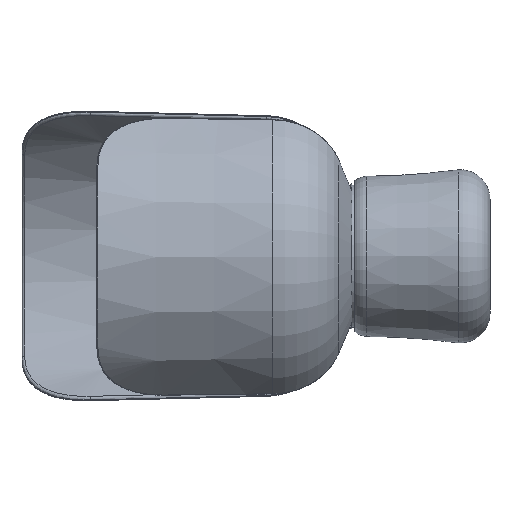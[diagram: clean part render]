
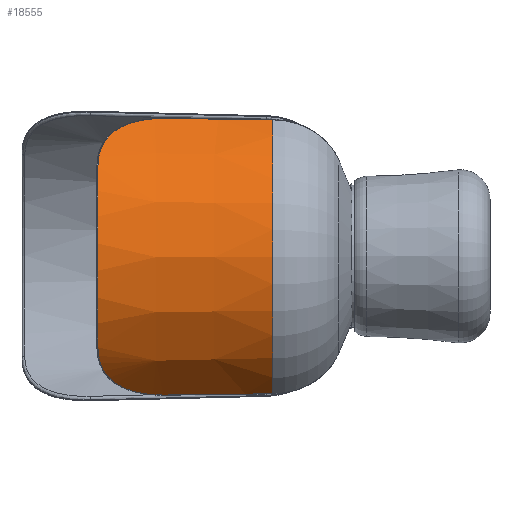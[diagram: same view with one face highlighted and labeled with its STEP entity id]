
A CAD part, left-side view. The second image highlights one B-rep face of the part: STEP entity #18555.
In plain terms, the highlighted conical face has half-angle 2 degrees and reference radius 82.897 mm.
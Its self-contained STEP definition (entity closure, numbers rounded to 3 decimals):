
#294=ELLIPSE('',#20725,9947.985,137.526);
#295=ELLIPSE('',#20732,9947.983,137.526);
#1366=B_SPLINE_CURVE_WITH_KNOTS('',3,(#39541,#39542,#39543,#39544,#39545,
#39546,#39547,#39548,#39549,#39550,#39551,#39552,#39553,#39554,#39555,#39556,
#39557,#39558,#39559,#39560,#39561,#39562,#39563,#39564,#39565,#39566,#39567,
#39568,#39569,#39570,#39571,#39572),.UNSPECIFIED.,.F.,.F.,(4,2,2,2,2,2,
2,2,2,2,2,2,2,2,2,4),(0.,0.772,1.158,1.544,
1.801,2.058,2.315,2.573,3.087,
3.28,3.473,3.859,4.245,4.631,
5.016,5.402),.UNSPECIFIED.);
#1369=B_SPLINE_CURVE_WITH_KNOTS('',3,(#39956,#39957,#39958,#39959,#39960,
#39961,#39962,#39963,#39964,#39965,#39966,#39967,#39968,#39969,#39970,#39971,
#39972,#39973,#39974,#39975,#39976,#39977,#39978,#39979,#39980,#39981,#39982,
#39983,#39984,#39985,#39986,#39987,#39988,#39989,#39990,#39991),
 .UNSPECIFIED.,.F.,.F.,(4,2,2,2,2,2,2,2,2,2,2,2,2,2,2,2,2,4),(0.,0.386,
0.772,1.158,1.351,1.544,1.801,
2.058,2.316,2.573,3.087,3.28,
3.473,3.859,4.245,4.631,5.017,
5.403),.UNSPECIFIED.);
#2175=FACE_OUTER_BOUND('',#3224,.T.);
#3224=EDGE_LOOP('',(#16041,#16042,#16043,#16044,#16045,#16046));
#7080=CIRCLE('',#20729,84.436);
#7085=CIRCLE('',#20736,81.341);
#8677=VERTEX_POINT('',#39537);
#8678=VERTEX_POINT('',#39539);
#8679=VERTEX_POINT('',#39605);
#8680=VERTEX_POINT('',#39609);
#8683=VERTEX_POINT('',#39902);
#8684=VERTEX_POINT('',#40057);
#11222=EDGE_CURVE('',#8678,#8677,#1366,.T.);
#11224=EDGE_CURVE('',#8679,#8678,#294,.T.);
#11227=EDGE_CURVE('',#8677,#8680,#7080,.T.);
#11232=EDGE_CURVE('',#8680,#8683,#1369,.T.);
#11234=EDGE_CURVE('',#8683,#8684,#295,.T.);
#11239=EDGE_CURVE('',#8679,#8684,#7085,.T.);
#16041=ORIENTED_EDGE('',*,*,#11234,.F.);
#16042=ORIENTED_EDGE('',*,*,#11232,.F.);
#16043=ORIENTED_EDGE('',*,*,#11227,.F.);
#16044=ORIENTED_EDGE('',*,*,#11222,.F.);
#16045=ORIENTED_EDGE('',*,*,#11224,.F.);
#16046=ORIENTED_EDGE('',*,*,#11239,.T.);
#17805=CONICAL_SURFACE('',#20735,82.897,0.035);
#18555=ADVANCED_FACE('',(#2175),#17805,.T.);
#20725=AXIS2_PLACEMENT_3D('',#39607,#25373,#25374);
#20729=AXIS2_PLACEMENT_3D('',#39613,#25381,#25382);
#20732=AXIS2_PLACEMENT_3D('',#40058,#25388,#25389);
#20735=AXIS2_PLACEMENT_3D('',#40221,#25395,#25396);
#20736=AXIS2_PLACEMENT_3D('',#40222,#25397,#25398);
#25373=DIRECTION('center_axis',(0.859,0.511,0.035));
#25374=DIRECTION('ref_axis',(-0.034,-0.011,0.999));
#25381=DIRECTION('center_axis',(0.,0.,1.));
#25382=DIRECTION('ref_axis',(-1.,0.,0.));
#25388=DIRECTION('center_axis',(0.859,-0.511,0.035));
#25389=DIRECTION('ref_axis',(0.034,-0.011,-0.999));
#25395=DIRECTION('center_axis',(0.,0.,1.));
#25396=DIRECTION('ref_axis',(-0.5,0.866,0.));
#25397=DIRECTION('center_axis',(0.,0.,1.));
#25398=DIRECTION('ref_axis',(-0.5,0.866,0.));
#39537=CARTESIAN_POINT('',(-70.942,45.789,152.809));
#39539=CARTESIAN_POINT('',(-44.934,70.109,119.513));
#39541=CARTESIAN_POINT('Ctrl Pts',(-44.934,70.109,119.513));
#39542=CARTESIAN_POINT('Ctrl Pts',(-45.055,70.138,122.083));
#39543=CARTESIAN_POINT('Ctrl Pts',(-45.425,70.01,124.671));
#39544=CARTESIAN_POINT('Ctrl Pts',(-46.333,69.568,128.436));
#39545=CARTESIAN_POINT('Ctrl Pts',(-46.694,69.379,129.671));
#39546=CARTESIAN_POINT('Ctrl Pts',(-47.52,68.918,132.077));
#39547=CARTESIAN_POINT('Ctrl Pts',(-47.985,68.646,133.247));
#39548=CARTESIAN_POINT('Ctrl Pts',(-48.845,68.117,135.15));
#39549=CARTESIAN_POINT('Ctrl Pts',(-49.211,67.886,135.899));
#39550=CARTESIAN_POINT('Ctrl Pts',(-49.986,67.381,137.363));
#39551=CARTESIAN_POINT('Ctrl Pts',(-50.393,67.109,138.077));
#39552=CARTESIAN_POINT('Ctrl Pts',(-51.243,66.523,139.466));
#39553=CARTESIAN_POINT('Ctrl Pts',(-51.687,66.209,140.141));
#39554=CARTESIAN_POINT('Ctrl Pts',(-52.601,65.543,141.443));
#39555=CARTESIAN_POINT('Ctrl Pts',(-53.073,65.191,142.07));
#39556=CARTESIAN_POINT('Ctrl Pts',(-54.53,64.069,143.887));
#39557=CARTESIAN_POINT('Ctrl Pts',(-55.56,63.234,145.01));
#39558=CARTESIAN_POINT('Ctrl Pts',(-57.02,61.973,146.407));
#39559=CARTESIAN_POINT('Ctrl Pts',(-57.423,61.618,146.772));
#39560=CARTESIAN_POINT('Ctrl Pts',(-58.234,60.886,147.471));
#39561=CARTESIAN_POINT('Ctrl Pts',(-58.641,60.51,147.805));
#39562=CARTESIAN_POINT('Ctrl Pts',(-59.871,59.348,148.757));
#39563=CARTESIAN_POINT('Ctrl Pts',(-60.7,58.531,149.33));
#39564=CARTESIAN_POINT('Ctrl Pts',(-62.361,56.81,150.345));
#39565=CARTESIAN_POINT('Ctrl Pts',(-63.193,55.908,150.787));
#39566=CARTESIAN_POINT('Ctrl Pts',(-64.832,54.039,151.538));
#39567=CARTESIAN_POINT('Ctrl Pts',(-65.639,53.074,151.845));
#39568=CARTESIAN_POINT('Ctrl Pts',(-67.223,51.081,152.334));
#39569=CARTESIAN_POINT('Ctrl Pts',(-68.001,50.052,152.514));
#39570=CARTESIAN_POINT('Ctrl Pts',(-69.509,47.95,152.752));
#39571=CARTESIAN_POINT('Ctrl Pts',(-70.24,46.876,152.809));
#39572=CARTESIAN_POINT('Ctrl Pts',(-70.942,45.789,152.809));
#39605=CARTESIAN_POINT('',(-42.318,69.466,64.181));
#39607=CARTESIAN_POINT('Origin',(-308.401,-82.834,8901.741));
#39609=CARTESIAN_POINT('',(-70.942,-45.789,152.809));
#39613=CARTESIAN_POINT('Origin',(0.,0.,152.809));
#39902=CARTESIAN_POINT('',(-44.934,-70.109,119.513));
#39956=CARTESIAN_POINT('Ctrl Pts',(-70.942,-45.789,
152.809));
#39957=CARTESIAN_POINT('Ctrl Pts',(-70.24,-46.876,
152.809));
#39958=CARTESIAN_POINT('Ctrl Pts',(-69.508,-47.952,
152.752));
#39959=CARTESIAN_POINT('Ctrl Pts',(-67.994,-50.061,
152.513));
#39960=CARTESIAN_POINT('Ctrl Pts',(-67.213,-51.094,
152.332));
#39961=CARTESIAN_POINT('Ctrl Pts',(-65.62,-53.097,
151.839));
#39962=CARTESIAN_POINT('Ctrl Pts',(-64.808,-54.068,
151.528));
#39963=CARTESIAN_POINT('Ctrl Pts',(-63.581,-55.465,150.964));
#39964=CARTESIAN_POINT('Ctrl Pts',(-63.17,-55.921,
150.761));
#39965=CARTESIAN_POINT('Ctrl Pts',(-62.344,-56.818,
150.319));
#39966=CARTESIAN_POINT('Ctrl Pts',(-61.929,-57.258,
150.081));
#39967=CARTESIAN_POINT('Ctrl Pts',(-60.958,-58.262,
149.487));
#39968=CARTESIAN_POINT('Ctrl Pts',(-60.403,-58.82,
149.117));
#39969=CARTESIAN_POINT('Ctrl Pts',(-59.296,-59.896,
148.32));
#39970=CARTESIAN_POINT('Ctrl Pts',(-58.744,-60.416,
147.892));
#39971=CARTESIAN_POINT('Ctrl Pts',(-57.654,-61.413,
146.982));
#39972=CARTESIAN_POINT('Ctrl Pts',(-57.116,-61.891,
146.499));
#39973=CARTESIAN_POINT('Ctrl Pts',(-56.057,-62.804,145.484));
#39974=CARTESIAN_POINT('Ctrl Pts',(-55.538,-63.238,
144.952));
#39975=CARTESIAN_POINT('Ctrl Pts',(-54.009,-64.482,143.277));
#39976=CARTESIAN_POINT('Ctrl Pts',(-53.028,-65.233,
142.055));
#39977=CARTESIAN_POINT('Ctrl Pts',(-51.77,-66.149,
140.258));
#39978=CARTESIAN_POINT('Ctrl Pts',(-51.436,-66.386,
139.756));
#39979=CARTESIAN_POINT('Ctrl Pts',(-50.789,-66.838,
138.733));
#39980=CARTESIAN_POINT('Ctrl Pts',(-50.476,-67.051,
138.211));
#39981=CARTESIAN_POINT('Ctrl Pts',(-49.567,-67.659,
136.613));
#39982=CARTESIAN_POINT('Ctrl Pts',(-49.003,-68.02,
135.503));
#39983=CARTESIAN_POINT('Ctrl Pts',(-47.971,-68.654,
133.214));
#39984=CARTESIAN_POINT('Ctrl Pts',(-47.505,-68.927,
132.034));
#39985=CARTESIAN_POINT('Ctrl Pts',(-46.681,-69.386,
129.63));
#39986=CARTESIAN_POINT('Ctrl Pts',(-46.325,-69.572,
128.406));
#39987=CARTESIAN_POINT('Ctrl Pts',(-45.725,-69.864,
125.913));
#39988=CARTESIAN_POINT('Ctrl Pts',(-45.481,-69.969,
124.643));
#39989=CARTESIAN_POINT('Ctrl Pts',(-45.116,-70.099,
122.085));
#39990=CARTESIAN_POINT('Ctrl Pts',(-44.995,-70.124,
120.798));
#39991=CARTESIAN_POINT('Ctrl Pts',(-44.934,-70.109,
119.513));
#40057=CARTESIAN_POINT('',(-42.318,-69.466,64.181));
#40058=CARTESIAN_POINT('Origin',(-308.401,82.834,8901.739));
#40221=CARTESIAN_POINT('Origin',(0.,0.,108.754));
#40222=CARTESIAN_POINT('Origin',(0.,0.,64.181));
